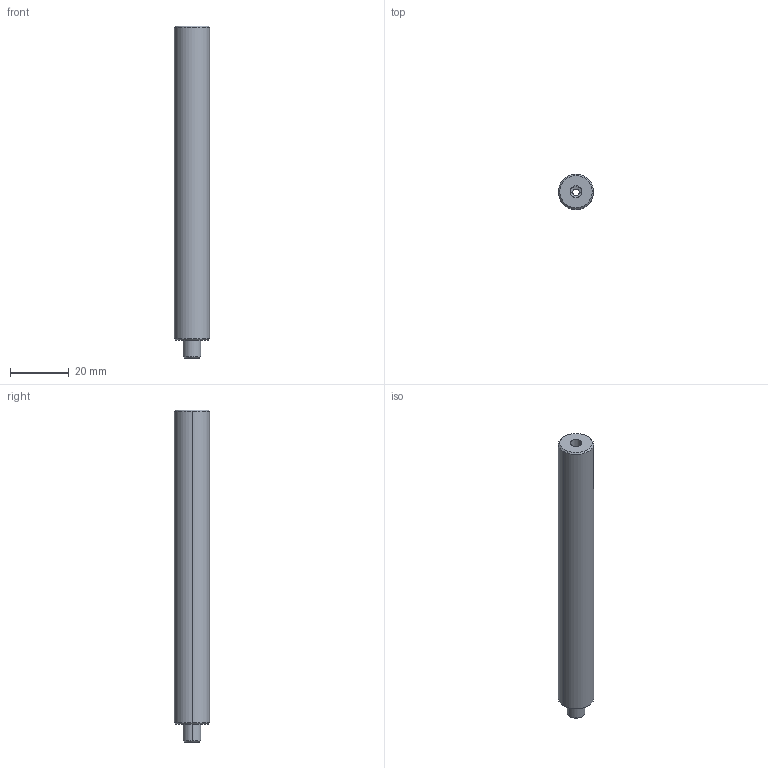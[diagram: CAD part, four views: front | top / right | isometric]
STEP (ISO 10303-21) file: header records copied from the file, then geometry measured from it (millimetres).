
FILE_DESCRIPTION(('no description'),'unknown implementation level');
FILE_NAME('7FF82110-3AEA-42AB-AB32-AA1599D2D48E_export.stp',' ',('CIMSOURCE GmbH'),('CADClick - KiM GmbH - www.kimweb.de'),'unknown preprocess','ACIS','unknown authorization');
FILE_SCHEMA(('automotive_design'));
Length unit declared in the file: millimetre
Products named in the file (1): NONE
Bounding box: 12 x 12 x 113 mm (x, y, z)
Volume: 10917.3 mm3; surface area: 5704.3 mm2
Topology: 1 solids, 1 shells, 19 faces, 38 edges, 22 vertices
Faces by surface type: cone 8, cylinder 8, plane 3
Entity records: 989 total; most frequent: DIRECTION 106, CARTESIAN_POINT 83, STYLED_ITEM 80, PRESENTATION_STYLE_ASSIGNMENT 80, COLOUR_RGB 80, ORIENTED_EDGE 76, AXIS2_PLACEMENT_3D 45, EDGE_CURVE 38
